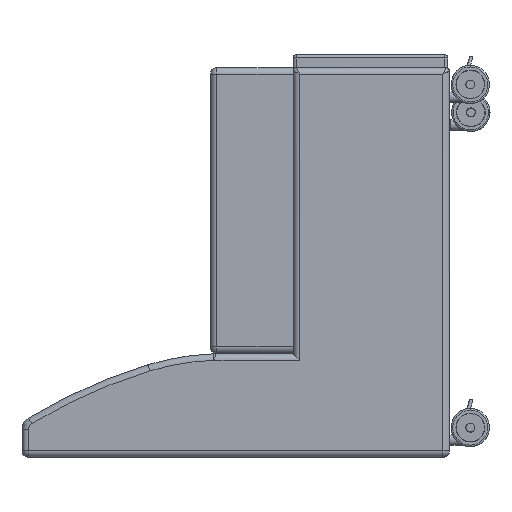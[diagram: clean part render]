
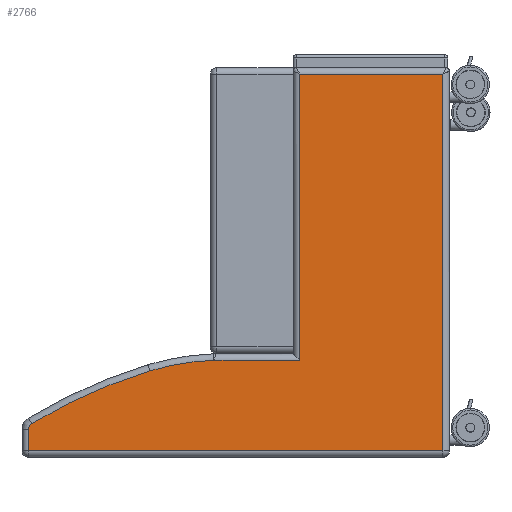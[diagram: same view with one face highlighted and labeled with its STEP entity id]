
A CAD part, left-side view. The second image highlights one B-rep face of the part: STEP entity #2766.
In plain terms, the highlighted face is planar.
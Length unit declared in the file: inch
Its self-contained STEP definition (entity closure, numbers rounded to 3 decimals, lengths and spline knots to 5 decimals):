
#283=PLANE('',#3129);
#373=FACE_OUTER_BOUND('',#563,.T.);
#563=EDGE_LOOP('',(#1954,#1955,#1956,#1957,#1958,#1959,#1960,#1961,#1962,
#1963));
#781=LINE('',#4510,#957);
#787=LINE('',#4529,#963);
#788=LINE('',#4533,#964);
#789=LINE('',#4535,#965);
#790=LINE('',#4537,#966);
#791=LINE('',#4539,#967);
#957=VECTOR('',#3541,0.3937);
#963=VECTOR('',#3565,0.3937);
#964=VECTOR('',#3570,0.3937);
#965=VECTOR('',#3571,0.3937);
#966=VECTOR('',#3572,0.3937);
#967=VECTOR('',#3573,0.3937);
#1141=CIRCLE('',#3130,1.5);
#1142=CIRCLE('',#3131,19.);
#1143=CIRCLE('',#3132,40.5);
#1144=CIRCLE('',#3133,0.5);
#1307=VERTEX_POINT('',#4507);
#1308=VERTEX_POINT('',#4509);
#1312=VERTEX_POINT('',#4528);
#1313=VERTEX_POINT('',#4532);
#1314=VERTEX_POINT('',#4534);
#1315=VERTEX_POINT('',#4536);
#1316=VERTEX_POINT('',#4538);
#1317=VERTEX_POINT('',#4540);
#1318=VERTEX_POINT('',#4542);
#1319=VERTEX_POINT('',#4544);
#1548=EDGE_CURVE('',#1307,#1308,#781,.T.);
#1558=EDGE_CURVE('',#1308,#1312,#787,.T.);
#1560=EDGE_CURVE('',#1313,#1307,#788,.T.);
#1561=EDGE_CURVE('',#1314,#1313,#789,.T.);
#1562=EDGE_CURVE('',#1315,#1314,#790,.T.);
#1563=EDGE_CURVE('',#1316,#1315,#791,.T.);
#1564=EDGE_CURVE('',#1317,#1316,#1141,.T.);
#1565=EDGE_CURVE('',#1318,#1317,#1142,.T.);
#1566=EDGE_CURVE('',#1319,#1318,#1143,.T.);
#1567=EDGE_CURVE('',#1312,#1319,#1144,.T.);
#1954=ORIENTED_EDGE('',*,*,#1548,.F.);
#1955=ORIENTED_EDGE('',*,*,#1560,.F.);
#1956=ORIENTED_EDGE('',*,*,#1561,.F.);
#1957=ORIENTED_EDGE('',*,*,#1562,.F.);
#1958=ORIENTED_EDGE('',*,*,#1563,.F.);
#1959=ORIENTED_EDGE('',*,*,#1564,.F.);
#1960=ORIENTED_EDGE('',*,*,#1565,.F.);
#1961=ORIENTED_EDGE('',*,*,#1566,.F.);
#1962=ORIENTED_EDGE('',*,*,#1567,.F.);
#1963=ORIENTED_EDGE('',*,*,#1558,.F.);
#2766=ADVANCED_FACE('',(#373),#283,.T.);
#3129=AXIS2_PLACEMENT_3D('',#4531,#3568,#3569);
#3130=AXIS2_PLACEMENT_3D('',#4541,#3574,#3575);
#3131=AXIS2_PLACEMENT_3D('',#4543,#3576,#3577);
#3132=AXIS2_PLACEMENT_3D('',#4545,#3578,#3579);
#3133=AXIS2_PLACEMENT_3D('',#4546,#3580,#3581);
#3541=DIRECTION('',(0.,1.,0.));
#3565=DIRECTION('',(1.,0.,0.));
#3568=DIRECTION('center_axis',(0.,0.,1.));
#3569=DIRECTION('ref_axis',(1.,0.,0.));
#3570=DIRECTION('',(-1.,0.,0.));
#3571=DIRECTION('',(0.,-1.,0.));
#3572=DIRECTION('',(1.,0.,0.));
#3573=DIRECTION('',(0.,-1.,0.));
#3574=DIRECTION('center_axis',(0.,0.,-1.));
#3575=DIRECTION('ref_axis',(0.941,-0.338,0.));
#3576=DIRECTION('center_axis',(0.,0.,-1.));
#3577=DIRECTION('ref_axis',(0.986,0.165,0.));
#3578=DIRECTION('center_axis',(0.,0.,-1.));
#3579=DIRECTION('ref_axis',(0.913,0.408,0.));
#3580=DIRECTION('center_axis',(0.,0.,-1.));
#3581=DIRECTION('ref_axis',(0.491,0.871,0.));
#4507=CARTESIAN_POINT('',(1.75,-3.71875,0.875));
#4509=CARTESIAN_POINT('',(1.75,28.1875,0.875));
#4510=CARTESIAN_POINT('',(1.75,17.26749,0.875));
#4528=CARTESIAN_POINT('',(3.40897,28.1875,0.875));
#4529=CARTESIAN_POINT('',(7.38107,28.1875,0.875));
#4531=CARTESIAN_POINT('Origin',(10.79339,8.09748,0.875));
#4532=CARTESIAN_POINT('',(30.75,-3.71875,0.875));
#4533=CARTESIAN_POINT('',(6.89669,-3.71875,0.875));
#4534=CARTESIAN_POINT('',(30.75,7.3125,0.875));
#4535=CARTESIAN_POINT('',(30.75,4.04874,0.875));
#4536=CARTESIAN_POINT('',(8.71753,7.3125,0.875));
#4537=CARTESIAN_POINT('',(18.64669,7.3125,0.875));
#4538=CARTESIAN_POINT('',(8.71753,13.83349,0.875));
#4539=CARTESIAN_POINT('',(8.71753,9.83588,0.875));
#4540=CARTESIAN_POINT('',(8.71783,13.94441,0.875));
#4541=CARTESIAN_POINT('Origin',(7.21871,13.89293,0.875));
#4542=CARTESIAN_POINT('',(7.89687,18.85373,0.875));
#4543=CARTESIAN_POINT('Origin',(-10.27098,13.29233,0.875));
#4544=CARTESIAN_POINT('',(3.837,27.94594,0.875));
#4545=CARTESIAN_POINT('Origin',(-30.83336,7.01233,0.875));
#4546=CARTESIAN_POINT('Origin',(3.40897,27.6875,0.875));
